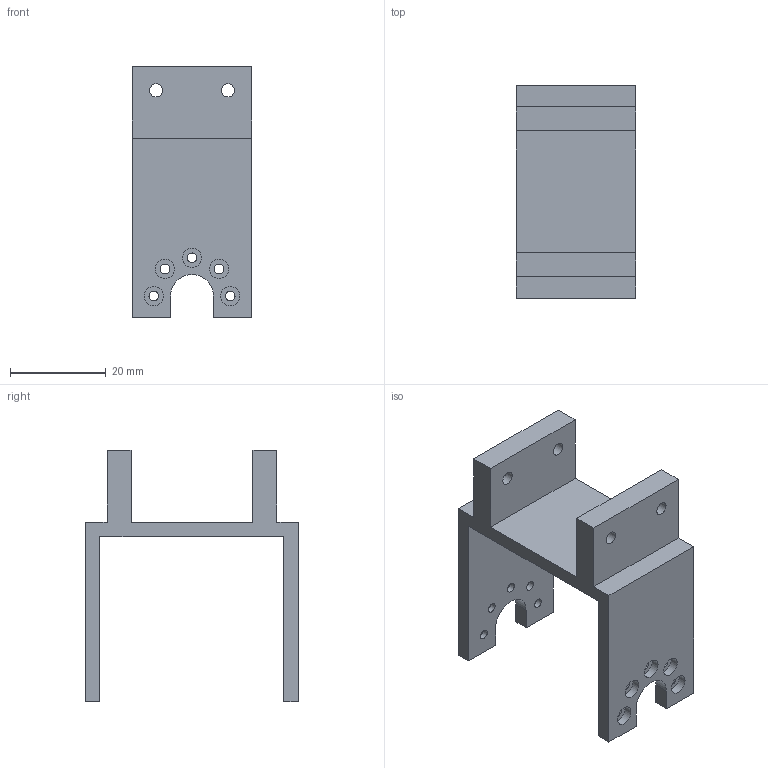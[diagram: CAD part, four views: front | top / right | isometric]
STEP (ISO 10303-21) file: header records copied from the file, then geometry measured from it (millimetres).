
FILE_DESCRIPTION(/* description */ (''),/* implementation_level */ '2;1');
FILE_NAME(/* name */ 'Link_Garra.step',/* time_stamp */ '2025-07-09T19:33:22-03:00',/* author */ (''),/* organization */ (''),/* preprocessor_version */ 'ST-DEVELOPER v20.1',/* originating_system */ 'Autodesk Translation Framework v14.10.0.0',/* authorisation */ '');
FILE_SCHEMA (('AUTOMOTIVE_DESIGN { 1 0 10303 214 3 1 1 }'));
Length unit declared in the file: millimetre
Products named in the file (1): Garra430
Bounding box: 25 x 44.5 x 52.5 mm (x, y, z)
Volume: 11528.1 mm3; surface area: 8473.9 mm2
Topology: 1 solids, 1 shells, 60 faces, 144 edges, 96 vertices
Faces by surface type: plane 34, cylinder 26
Full cylindrical faces by diameter (mm): 2 x10, 2.75 x4, 4 x10
Entity records: 1838 total; most frequent: DIRECTION 318, CARTESIAN_POINT 301, ORIENTED_EDGE 288, EDGE_CURVE 144, AXIS2_PLACEMENT_3D 113, EDGE_LOOP 98, VERTEX_POINT 96, LINE 92
